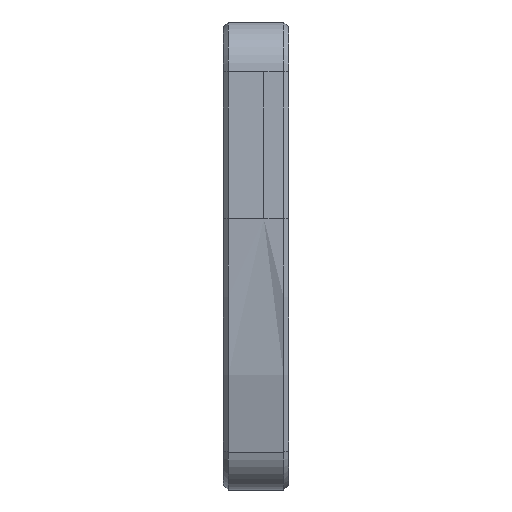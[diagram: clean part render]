
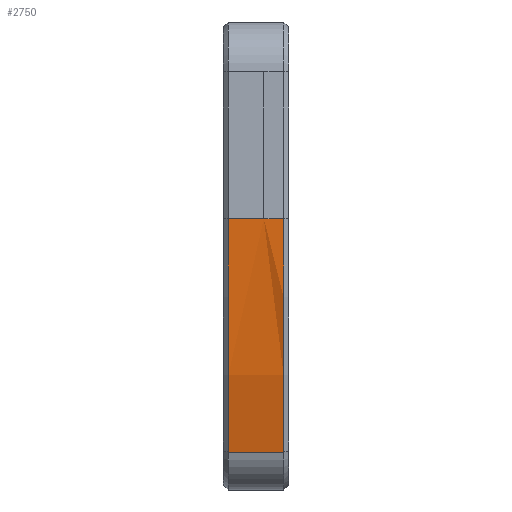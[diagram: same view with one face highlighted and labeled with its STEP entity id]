
A CAD part, left-side view. The second image highlights one B-rep face of the part: STEP entity #2750.
In plain terms, the highlighted cylindrical face has radius 77.4 mm (diameter 154.8 mm), a partial arc.
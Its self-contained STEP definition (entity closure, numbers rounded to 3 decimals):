
#402=FACE_OUTER_BOUND('',#584,.T.);
#584=EDGE_LOOP('',(#2506,#2507,#2508,#2509,#2510));
#804=LINE('',#5342,#1042);
#828=LINE('',#5429,#1066);
#829=LINE('',#5430,#1067);
#1042=VECTOR('',#3609,10.);
#1066=VECTOR('',#3721,10.);
#1067=VECTOR('',#3722,10.);
#1143=CIRCLE('',#2967,77.4);
#1152=CIRCLE('',#3008,77.4);
#1381=VERTEX_POINT('',#5326);
#1382=VERTEX_POINT('',#5330);
#1384=VERTEX_POINT('',#5340);
#1394=VERTEX_POINT('',#5410);
#1395=VERTEX_POINT('',#5428);
#1732=EDGE_CURVE('',#1381,#1382,#1143,.T.);
#1738=EDGE_CURVE('',#1381,#1384,#804,.T.);
#1773=EDGE_CURVE('',#1394,#1384,#1152,.T.);
#1779=EDGE_CURVE('',#1395,#1394,#828,.T.);
#1780=EDGE_CURVE('',#1382,#1395,#829,.T.);
#2506=ORIENTED_EDGE('',*,*,#1732,.F.);
#2507=ORIENTED_EDGE('',*,*,#1738,.T.);
#2508=ORIENTED_EDGE('',*,*,#1773,.F.);
#2509=ORIENTED_EDGE('',*,*,#1779,.F.);
#2510=ORIENTED_EDGE('',*,*,#1780,.F.);
#2594=CYLINDRICAL_SURFACE('',#3015,77.4);
#2750=ADVANCED_FACE('',(#402),#2594,.T.);
#2967=AXIS2_PLACEMENT_3D('',#5331,#3595,#3596);
#3008=AXIS2_PLACEMENT_3D('',#5415,#3700,#3701);
#3015=AXIS2_PLACEMENT_3D('',#5427,#3719,#3720);
#3595=DIRECTION('center_axis',(0.,1.,0.));
#3596=DIRECTION('ref_axis',(-1.,0.,0.));
#3609=DIRECTION('',(0.,-1.,0.));
#3700=DIRECTION('center_axis',(0.,-1.,0.));
#3701=DIRECTION('ref_axis',(-1.,0.,0.));
#3719=DIRECTION('center_axis',(0.,-1.,0.));
#3720=DIRECTION('ref_axis',(-1.,0.,0.));
#3721=DIRECTION('',(0.,-1.,0.));
#3722=DIRECTION('',(0.,-1.,0.));
#5326=CARTESIAN_POINT('',(-73.09,-22.,7.334));
#5330=CARTESIAN_POINT('',(-75.4,-22.,26.104));
#5331=CARTESIAN_POINT('Origin',(2.,-22.,26.104));
#5340=CARTESIAN_POINT('',(-73.09,-26.45,7.334));
#5342=CARTESIAN_POINT('',(-73.09,-21.6,7.334));
#5410=CARTESIAN_POINT('',(-75.4,-26.45,26.104));
#5415=CARTESIAN_POINT('Origin',(2.,-26.45,26.104));
#5427=CARTESIAN_POINT('Origin',(2.,-21.6,26.104));
#5428=CARTESIAN_POINT('',(-75.4,-24.85,26.104));
#5429=CARTESIAN_POINT('',(-75.4,-24.85,26.104));
#5430=CARTESIAN_POINT('',(-75.4,-21.6,26.104));
